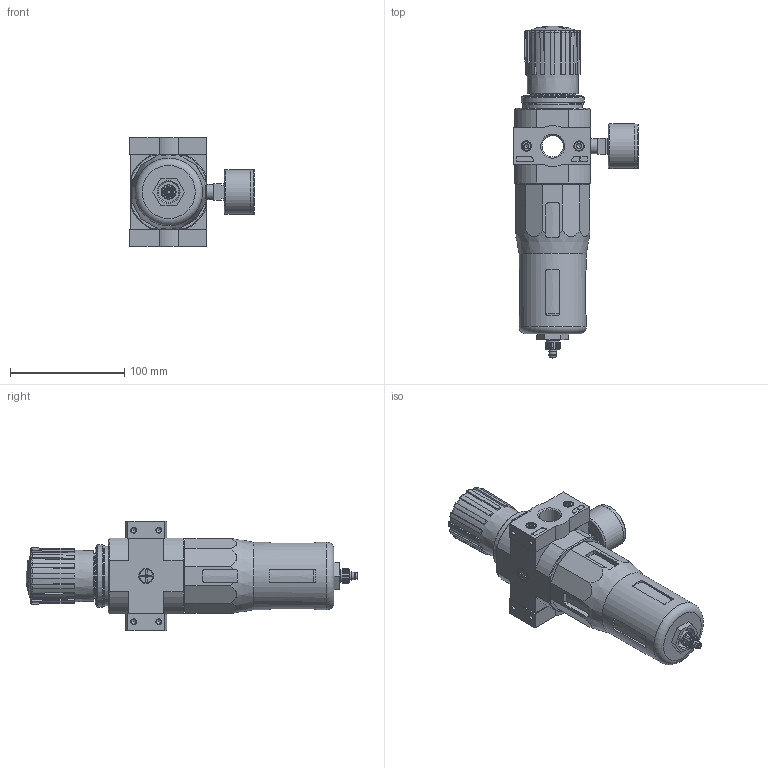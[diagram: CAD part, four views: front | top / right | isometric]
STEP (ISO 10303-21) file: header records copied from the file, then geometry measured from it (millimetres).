
FILE_DESCRIPTION(/* description */ ('STEP AP214'),/* implementation_level */ '2;1');
FILE_NAME(/* name */ '192368_LFR-1_2-D-DI-MAXI',/* time_stamp */ '2024-09-03T17:52:10+02:00',/* author */ ('License CC BY-ND 4.0'),/* organization */ ('CADENAS'),/* preprocessor_version */ 'ST-DEVELOPER v19.3',/* originating_system */ 'PARTsolutions',/* authorisation */ ' ');
FILE_SCHEMA (('AP242_MANAGED_MODEL_BASED_3D_ENGINEERING_MIM_LF { 1 0 10303 442 3 1 4 }','AUTOMOTIVE_DESIGN {1 0 10303 214 3 1 1}'));
Length unit declared in the file: millimetre
Products named in the file (9): 192368 LFR-1/2-D-DI-MAXI---(0); 395231 LFR-D-DI-MAXI--(0); 8003639 PAGN-40-16-G14; 680244 PBL-1/2-D-MAXI-R---(0) p1; DIN-912 - M5x20(F); 680243 PBL-1/2-D-MAXI-L---(1) p1; 398012 LRVS-D-MINI; 125696 LR/LFR-D-MAXI; 648415 LF
Assembly tree (11 placements, depth 2):
  192368 LFR-1/2-D-DI-MAXI---(0)
    395231 LFR-D-DI-MAXI--(0)
    8003639 PAGN-40-16-G14
    680244 PBL-1/2-D-MAXI-R---(0) p1
    DIN-912 - M5x20(F)  x4
    680243 PBL-1/2-D-MAXI-L---(1) p1
    398012 LRVS-D-MINI
    125696 LR/LFR-D-MAXI
    648415 LF
Bounding box: 108.95 x 290 x 96 mm (x, y, z)
Volume: 833148.4 mm3; surface area: 103557.5 mm2
Topology: 11 solids, 12 shells, 684 faces, 1688 edges, 1074 vertices
Faces by surface type: plane 359, cylinder 140, cone 126, torus 54, sphere 5
Full cylindrical faces by diameter (mm): 2 x1, 3 x1, 4.134 x8, 4.2 x1, 5 x4, 5.6 x1, 6.4 x1, 6.8 x1, 7.1 x1, 8.5 x4, 8.7 x1, 9 x1, 9.5 x1, 11 x1, 11.2 x1, 11.445 x2, 12.6 x1, 13.157 x2, 18 x1, 18.631 x2, 22 x1, 30 x2, 38.7 x1, 39 x2, 40 x1, 50.2 x1, 50.376 x1, 52 x1, 53.5 x1, 54.8 x1
Entity records: 20425 total; most frequent: CARTESIAN_POINT 4019, DIRECTION 2840, ORIENTED_EDGE 2764, EDGE_CURVE 1382, AXIS2_PLACEMENT_3D 1126, VERTEX_POINT 973, FACE_BOUND 799, EDGE_LOOP 790
